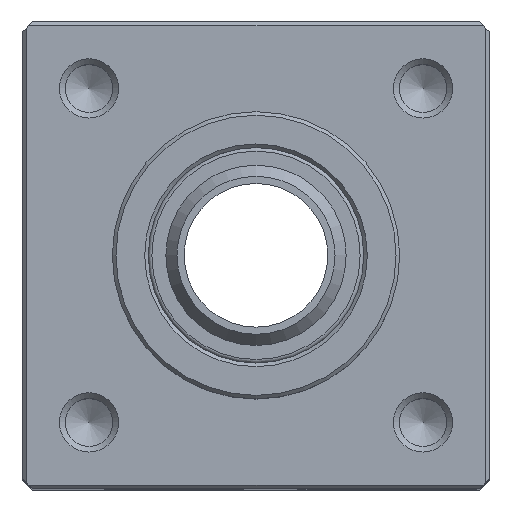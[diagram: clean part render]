
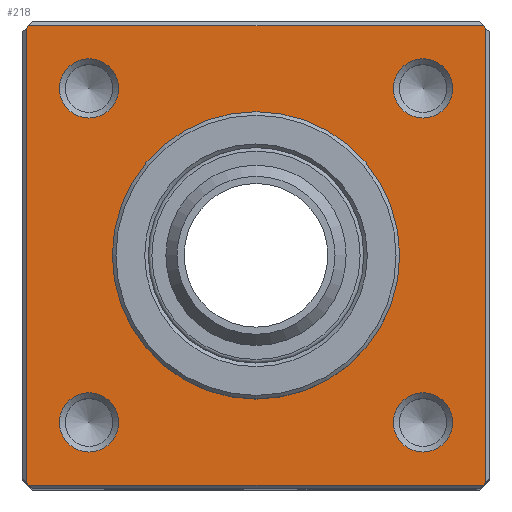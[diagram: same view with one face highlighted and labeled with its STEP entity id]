
A CAD part, top view. The second image highlights one B-rep face of the part: STEP entity #218.
In plain terms, the highlighted planar face has unit normal (0, 0, 1).
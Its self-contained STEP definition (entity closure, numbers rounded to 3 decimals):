
#84=CARTESIAN_POINT('',(36.921,63.159,40.));
#85=VERTEX_POINT('',#84);
#86=CARTESIAN_POINT('',(32.797,63.159,40.));
#87=DIRECTION('',(0.0,0.0,1.0));
#88=DIRECTION('',(-1.0,0.0,0.0));
#89=AXIS2_PLACEMENT_3D('',#86,#87,#88);
#90=CIRCLE('',#89,4.124);
#91=EDGE_CURVE('',#85,#85,#90,.T.);
#96=CARTESIAN_POINT('',(16.047,40.659,40.));
#97=DIRECTION('',(0.0,0.0,1.0));
#98=DIRECTION('',(1.0,0.0,0.0));
#99=AXIS2_PLACEMENT_3D('',#96,#97,#98);
#100=PLANE('',#99);
#101=CARTESIAN_POINT('',(24.047,8.271,40.));
#102=VERTEX_POINT('',#101);
#103=CARTESIAN_POINT('',(24.047,71.548,40.));
#104=VERTEX_POINT('',#103);
#105=CARTESIAN_POINT('',(24.047,8.271,40.));
#106=DIRECTION('',(0.0,1.0,0.0));
#107=VECTOR('',#106,63.277);
#108=LINE('',#105,#107);
#109=EDGE_CURVE('',#102,#104,#108,.T.);
#110=ORIENTED_EDGE('',*,*,#109,.F.);
#111=CARTESIAN_POINT('',(24.409,7.909,40.));
#112=VERTEX_POINT('',#111);
#113=CARTESIAN_POINT('',(56.047,39.909,40.));
#114=DIRECTION('',(0.0,0.0,1.0));
#115=DIRECTION('',(-1.0,0.0,0.0));
#116=AXIS2_PLACEMENT_3D('',#113,#114,#115);
#117=CIRCLE('',#116,45.);
#118=EDGE_CURVE('',#102,#112,#117,.T.);
#119=ORIENTED_EDGE('',*,*,#118,.T.);
#120=CARTESIAN_POINT('',(87.686,7.909,40.));
#121=VERTEX_POINT('',#120);
#122=CARTESIAN_POINT('',(87.686,7.909,40.));
#123=DIRECTION('',(-1.0,0.0,0.0));
#124=VECTOR('',#123,63.277);
#125=LINE('',#122,#124);
#126=EDGE_CURVE('',#121,#112,#125,.T.);
#127=ORIENTED_EDGE('',*,*,#126,.F.);
#128=CARTESIAN_POINT('',(88.047,8.271,40.));
#129=VERTEX_POINT('',#128);
#130=CARTESIAN_POINT('',(56.047,39.909,40.));
#131=DIRECTION('',(0.0,0.0,1.0));
#132=DIRECTION('',(-1.0,0.0,0.0));
#133=AXIS2_PLACEMENT_3D('',#130,#131,#132);
#134=CIRCLE('',#133,45.);
#135=EDGE_CURVE('',#121,#129,#134,.T.);
#136=ORIENTED_EDGE('',*,*,#135,.T.);
#137=CARTESIAN_POINT('',(88.047,71.548,40.));
#138=VERTEX_POINT('',#137);
#139=CARTESIAN_POINT('',(88.047,71.548,40.));
#140=DIRECTION('',(0.0,-1.0,0.0));
#141=VECTOR('',#140,63.277);
#142=LINE('',#139,#141);
#143=EDGE_CURVE('',#138,#129,#142,.T.);
#144=ORIENTED_EDGE('',*,*,#143,.F.);
#145=CARTESIAN_POINT('',(87.686,71.909,40.));
#146=VERTEX_POINT('',#145);
#147=CARTESIAN_POINT('',(56.047,39.909,40.));
#148=DIRECTION('',(0.0,0.0,1.0));
#149=DIRECTION('',(-1.0,0.0,0.0));
#150=AXIS2_PLACEMENT_3D('',#147,#148,#149);
#151=CIRCLE('',#150,45.);
#152=EDGE_CURVE('',#138,#146,#151,.T.);
#153=ORIENTED_EDGE('',*,*,#152,.T.);
#154=CARTESIAN_POINT('',(24.409,71.909,40.));
#155=VERTEX_POINT('',#154);
#156=CARTESIAN_POINT('',(24.409,71.909,40.));
#157=DIRECTION('',(1.0,0.0,0.0));
#158=VECTOR('',#157,63.277);
#159=LINE('',#156,#158);
#160=EDGE_CURVE('',#155,#146,#159,.T.);
#161=ORIENTED_EDGE('',*,*,#160,.F.);
#162=CARTESIAN_POINT('',(56.047,39.909,40.));
#163=DIRECTION('',(0.0,0.0,1.0));
#164=DIRECTION('',(-1.0,0.0,0.0));
#165=AXIS2_PLACEMENT_3D('',#162,#163,#164);
#166=CIRCLE('',#165,45.);
#167=EDGE_CURVE('',#155,#104,#166,.T.);
#168=ORIENTED_EDGE('',*,*,#167,.T.);
#169=EDGE_LOOP('',(#110,#119,#127,#136,#144,#153,#161,#168));
#170=FACE_OUTER_BOUND('',#169,.T.);
#171=CARTESIAN_POINT('',(36.921,16.659,40.));
#172=VERTEX_POINT('',#171);
#173=CARTESIAN_POINT('',(32.797,16.659,40.));
#174=DIRECTION('',(0.0,0.0,1.0));
#175=DIRECTION('',(-1.0,0.0,0.0));
#176=AXIS2_PLACEMENT_3D('',#173,#174,#175);
#177=CIRCLE('',#176,4.124);
#178=EDGE_CURVE('',#172,#172,#177,.T.);
#179=ORIENTED_EDGE('',*,*,#178,.F.);
#180=EDGE_LOOP('',(#179));
#181=FACE_BOUND('',#180,.T.);
#182=CARTESIAN_POINT('',(83.421,63.159,40.));
#183=VERTEX_POINT('',#182);
#184=CARTESIAN_POINT('',(79.297,63.159,40.));
#185=DIRECTION('',(0.0,0.0,1.0));
#186=DIRECTION('',(-1.0,0.0,0.0));
#187=AXIS2_PLACEMENT_3D('',#184,#185,#186);
#188=CIRCLE('',#187,4.124);
#189=EDGE_CURVE('',#183,#183,#188,.T.);
#190=ORIENTED_EDGE('',*,*,#189,.F.);
#191=EDGE_LOOP('',(#190));
#192=FACE_BOUND('',#191,.T.);
#193=CARTESIAN_POINT('',(76.047,39.909,40.));
#194=VERTEX_POINT('',#193);
#195=CARTESIAN_POINT('',(56.047,39.909,40.));
#196=DIRECTION('',(0.0,0.0,1.0));
#197=DIRECTION('',(-1.0,0.0,0.0));
#198=AXIS2_PLACEMENT_3D('',#195,#196,#197);
#199=CIRCLE('',#198,20.0);
#200=EDGE_CURVE('',#194,#194,#199,.T.);
#201=ORIENTED_EDGE('',*,*,#200,.F.);
#202=EDGE_LOOP('',(#201));
#203=FACE_BOUND('',#202,.T.);
#204=CARTESIAN_POINT('',(83.421,16.659,40.));
#205=VERTEX_POINT('',#204);
#206=CARTESIAN_POINT('',(79.297,16.659,40.));
#207=DIRECTION('',(0.0,0.0,1.0));
#208=DIRECTION('',(-1.0,0.0,0.0));
#209=AXIS2_PLACEMENT_3D('',#206,#207,#208);
#210=CIRCLE('',#209,4.124);
#211=EDGE_CURVE('',#205,#205,#210,.T.);
#212=ORIENTED_EDGE('',*,*,#211,.F.);
#213=EDGE_LOOP('',(#212));
#214=FACE_BOUND('',#213,.T.);
#215=ORIENTED_EDGE('',*,*,#91,.F.);
#216=EDGE_LOOP('',(#215));
#217=FACE_BOUND('',#216,.T.);
#218=ADVANCED_FACE('',(#170,#181,#192,#203,#214,#217),#100,.T.);
